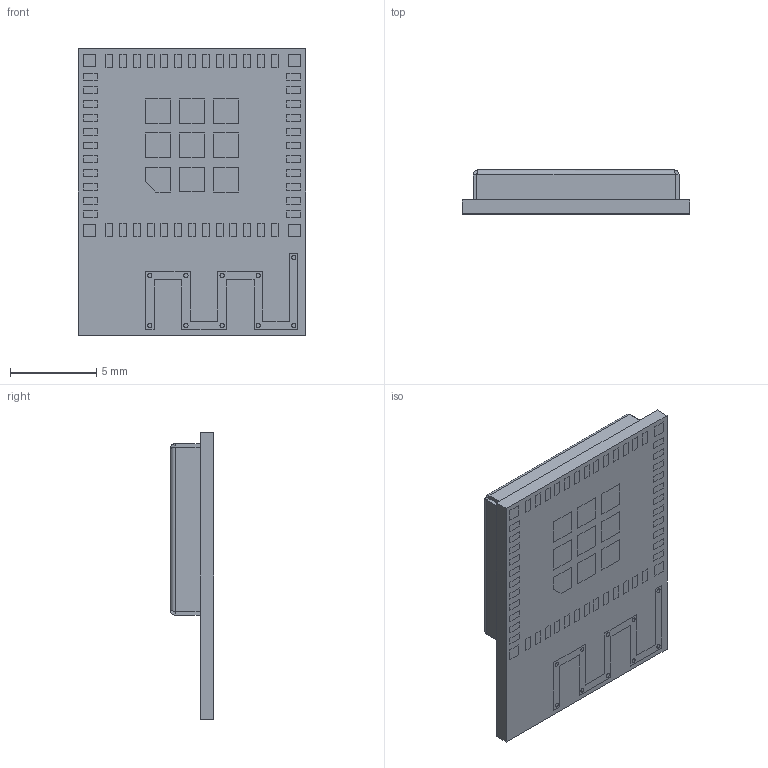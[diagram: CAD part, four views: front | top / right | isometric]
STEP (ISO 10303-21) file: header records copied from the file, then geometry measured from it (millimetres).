
FILE_DESCRIPTION (( 'STEP AP214' ), '1' );
FILE_NAME ('ESP32-C6-MINI-1-H8.STEP', '2025-01-21T10:59:58', ( '' ), ( '' ), 'SwSTEP 2.0', 'SolidWorks 2023', '' );
FILE_SCHEMA (( 'AUTOMOTIVE_DESIGN' ));
Length unit declared in the file: millimetre
Products named in the file (1): ESP32-C6-MINI-1-H8
Bounding box: 13.2 x 2.55 x 16.6 mm (x, y, z)
Volume: 211.4 mm3; surface area: 1091.8 mm2
Topology: 86 solids, 86 shells, 946 faces, 2098 edges, 1388 vertices
Faces by surface type: plane 846, cylinder 92, bspline 8
Entity records: 37212 total; most frequent: CARTESIAN_POINT 4753, ORIENTED_EDGE 4196, DIRECTION 4128, EDGE_CURVE 2098, LINE 1914, VECTOR 1914, VERTEX_POINT 1388, AXIS2_PLACEMENT_3D 1107
